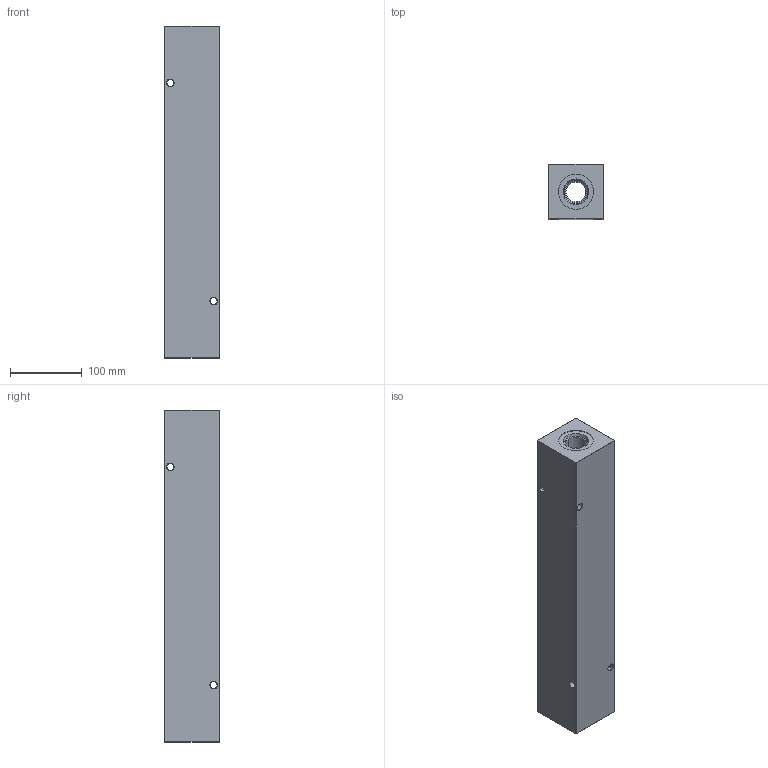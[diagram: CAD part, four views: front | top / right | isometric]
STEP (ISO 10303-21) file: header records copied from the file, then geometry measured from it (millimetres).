
FILE_DESCRIPTION (( 'STEP AP203' ), '1' );
FILE_NAME ('HM-6-0-S-16-8.STEP', '2020-10-27T20:17:56', ( '' ), ( '' ), 'SwSTEP 2.0', 'SolidWorks 2019', '' );
FILE_SCHEMA (( 'CONFIG_CONTROL_DESIGN' ));
Length unit declared in the file: inch
Products named in the file (1): HM-6-0-S-16-8
Bounding box: 76.2 x 76.2 x 463.55 mm (x, y, z)
Volume: 2337338.3 mm3; surface area: 205869.8 mm2
Topology: 1 solids, 1 shells, 562 faces, 1438 edges, 922 vertices
Faces by surface type: plane 233, bspline 203, cone 64, cylinder 62
Entity records: 27149 total; most frequent: CARTESIAN_POINT 14806, ORIENTED_EDGE 2876, DIRECTION 1862, EDGE_CURVE 1438, VERTEX_POINT 922, VECTOR 842, LINE 842, EDGE_LOOP 632
